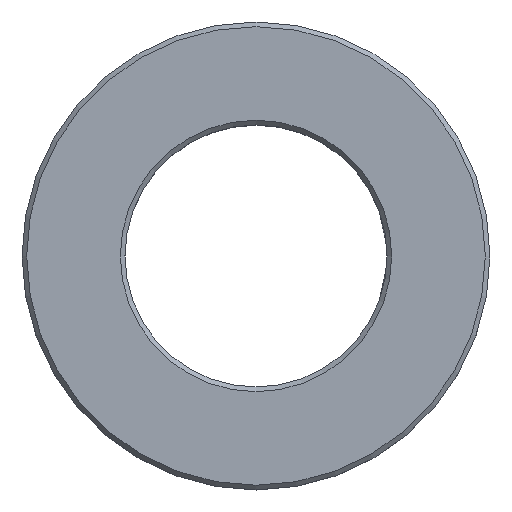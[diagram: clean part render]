
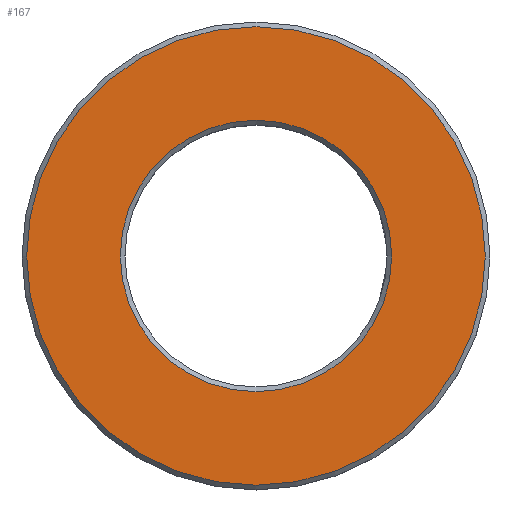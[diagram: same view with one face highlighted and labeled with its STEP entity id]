
A CAD part, top view. The second image highlights one B-rep face of the part: STEP entity #167.
In plain terms, the highlighted planar face has unit normal (0, 0, 1).
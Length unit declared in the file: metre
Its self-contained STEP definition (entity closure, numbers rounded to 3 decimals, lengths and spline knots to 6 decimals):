
#167=ADVANCED_FACE('',(#211,#212),#213,.T.);
#211=FACE_BOUND('',#3445,.T.);
#212=FACE_OUTER_BOUND('',#3446,.T.);
#213=PLANE('',#3447);
#3445=EDGE_LOOP('',(#6718));
#3446=EDGE_LOOP('',(#6719));
#3447=AXIS2_PLACEMENT_3D('',#6720,#6721,#6722);
#6718=ORIENTED_EDGE('',*,*,#6755,.T.);
#6719=ORIENTED_EDGE('',*,*,#6746,.F.);
#6720=CARTESIAN_POINT('',(0.0245,0.0,0.016));
#6721=DIRECTION('',(0.0,0.,1.0));
#6722=DIRECTION('',(0.0,-1.0,0.));
#6746=EDGE_CURVE('',#6780,#6780,#6781,.T.);
#6755=EDGE_CURVE('',#6798,#6798,#6799,.T.);
#6780=VERTEX_POINT('',#7054);
#6781=CIRCLE('',#7055,0.0245);
#6798=VERTEX_POINT('',#7072);
#6799=CIRCLE('',#7073,0.0145);
#7054=CARTESIAN_POINT('',(0.0,0.0245,0.016));
#7055=AXIS2_PLACEMENT_3D('',#7096,#7097,#7098);
#7072=CARTESIAN_POINT('',(0.0,0.0145,0.016));
#7073=AXIS2_PLACEMENT_3D('',#7123,#7124,#7125);
#7096=CARTESIAN_POINT('',(0.0,0.0,0.016));
#7097=DIRECTION('',(0.0,0.,-1.0));
#7098=DIRECTION('',(0.0,1.0,0.));
#7123=CARTESIAN_POINT('',(0.0,0.0,0.016));
#7124=DIRECTION('',(0.0,0.,-1.0));
#7125=DIRECTION('',(0.0,1.0,0.));
